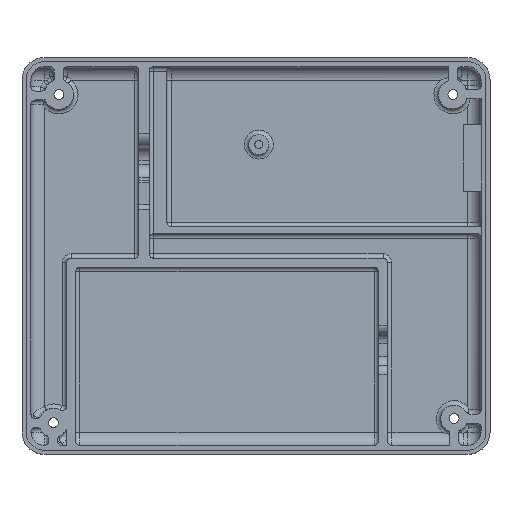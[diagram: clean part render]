
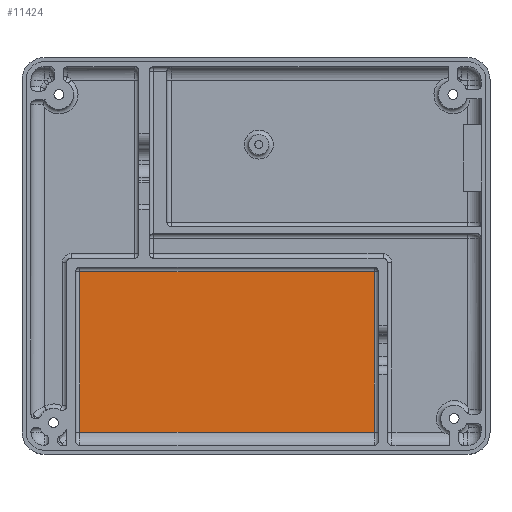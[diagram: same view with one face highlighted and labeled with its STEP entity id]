
A CAD part, top view. The second image highlights one B-rep face of the part: STEP entity #11424.
In plain terms, the highlighted planar face has unit normal (0, 0, 1).
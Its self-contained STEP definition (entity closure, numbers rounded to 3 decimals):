
#1517=FACE_OUTER_BOUND('',#2198,.T.);
#2198=EDGE_LOOP('',(#9925,#9926,#9927,#9928));
#3414=LINE('',#21639,#4307);
#3418=LINE('',#21645,#4311);
#3422=LINE('',#21654,#4315);
#3429=LINE('',#21680,#4322);
#4307=VECTOR('',#13833,10.);
#4311=VECTOR('',#13841,10.);
#4315=VECTOR('',#13851,10.);
#4322=VECTOR('',#13880,10.);
#5412=VERTEX_POINT('',#21613);
#5415=VERTEX_POINT('',#21620);
#5421=VERTEX_POINT('',#21634);
#5423=VERTEX_POINT('',#21652);
#6987=EDGE_CURVE('',#5415,#5421,#3414,.T.);
#6991=EDGE_CURVE('',#5412,#5415,#3418,.T.);
#6996=EDGE_CURVE('',#5423,#5412,#3422,.T.);
#7010=EDGE_CURVE('',#5423,#5421,#3429,.T.);
#9925=ORIENTED_EDGE('',*,*,#6987,.F.);
#9926=ORIENTED_EDGE('',*,*,#6991,.F.);
#9927=ORIENTED_EDGE('',*,*,#6996,.F.);
#9928=ORIENTED_EDGE('',*,*,#7010,.T.);
#10891=PLANE('',#12011);
#11424=ADVANCED_FACE('',(#1517),#10891,.F.);
#12011=AXIS2_PLACEMENT_3D('',#21679,#13878,#13879);
#13833=DIRECTION('',(0.,-1.,0.));
#13841=DIRECTION('',(1.,0.,0.));
#13851=DIRECTION('',(0.,1.,0.));
#13878=DIRECTION('center_axis',(0.,0.,
-1.));
#13879=DIRECTION('ref_axis',(1.,0.,0.));
#13880=DIRECTION('',(1.,0.,0.));
#21613=CARTESIAN_POINT('',(8.,46.,47.));
#21620=CARTESIAN_POINT('',(74.,46.,47.));
#21634=CARTESIAN_POINT('',(74.,10.,47.));
#21639=CARTESIAN_POINT('',(74.,32.25,47.));
#21645=CARTESIAN_POINT('',(27.25,46.,47.));
#21652=CARTESIAN_POINT('',(8.,10.,47.));
#21654=CARTESIAN_POINT('',(8.,33.25,47.));
#21679=CARTESIAN_POINT('Origin',(47.5,56.5,47.));
#21680=CARTESIAN_POINT('',(73.75,10.,47.));
